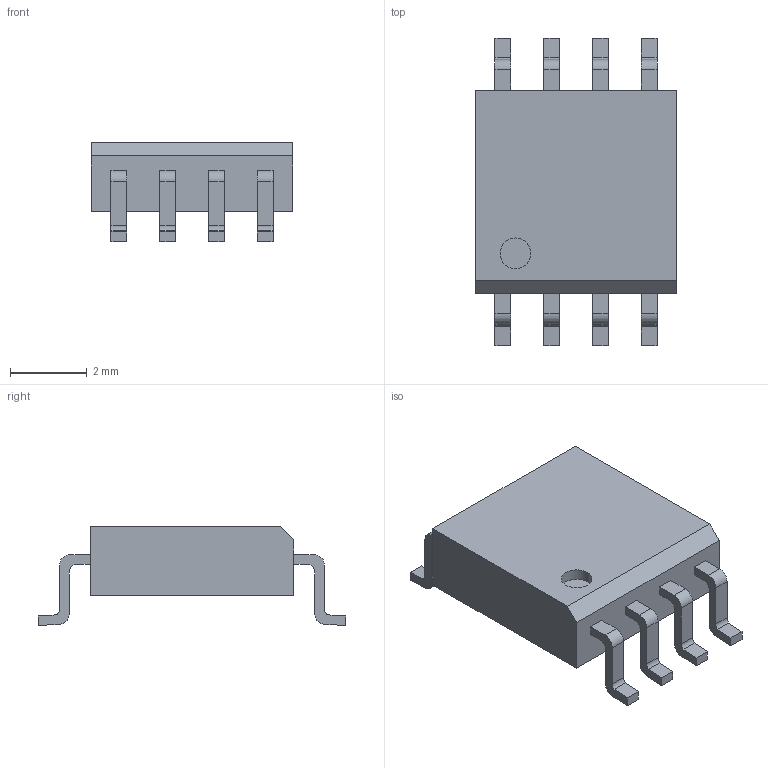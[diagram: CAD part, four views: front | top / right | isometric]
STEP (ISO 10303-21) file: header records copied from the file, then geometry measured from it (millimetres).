
FILE_DESCRIPTION(('FreeCAD Model'),'2;1');
FILE_NAME('SOIC127P800X216-8N.step','2021-12-06T02:13:56',( 'kicad StepUp'),('ksu MCAD'),'Open CASCADE STEP processor 7.3', 'FreeCAD','Unknown');
FILE_SCHEMA(('AUTOMOTIVE_DESIGN { 1 0 10303 214 1 1 1 1 }'));
Length unit declared in the file: millimetre
Products named in the file (1): SOIC127P800X216-8N
Bounding box: 5.25 x 8 x 2.58 mm (x, y, z)
Volume: 51.9 mm3; surface area: 122.5 mm2
Topology: 1 solids, 1 shells, 114 faces, 309 edges, 206 vertices
Faces by surface type: plane 80, cylinder 34
Entity records: 4392 total; most frequent: CARTESIAN_POINT 630, ORIENTED_EDGE 618, DIRECTION 607, EDGE_CURVE 309, LINE 241, VECTOR 241, VERTEX_POINT 206, AXIS2_PLACEMENT_3D 183
